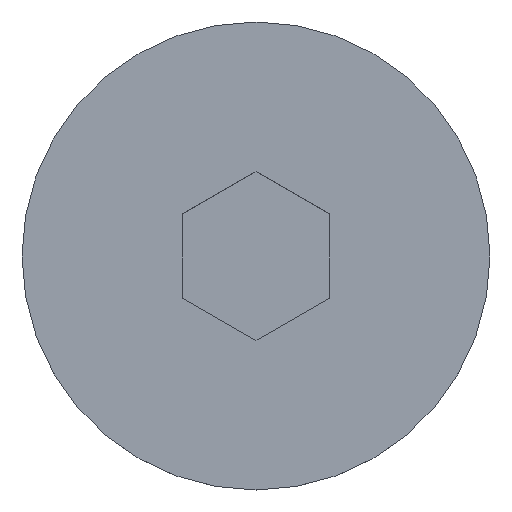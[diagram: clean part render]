
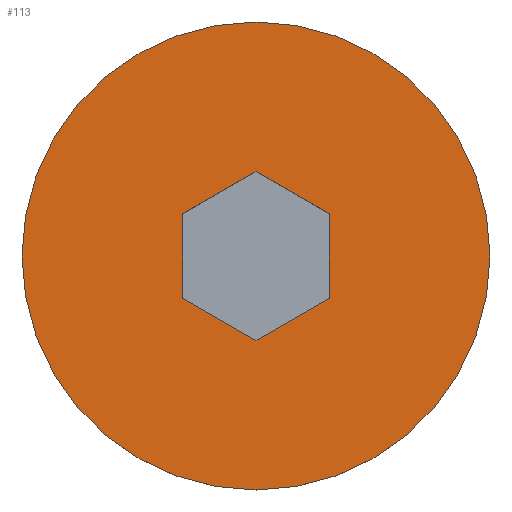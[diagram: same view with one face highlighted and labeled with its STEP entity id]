
A CAD part, top view. The second image highlights one B-rep face of the part: STEP entity #113.
In plain terms, the highlighted planar face has unit normal (0, 0, 1).
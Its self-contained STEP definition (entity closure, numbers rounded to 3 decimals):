
#6 = VERTEX_POINT ( 'NONE', #235 ) ;
#8 = DIRECTION ( 'NONE',  ( 0., 0., 1. ) ) ;
#14 = DIRECTION ( 'NONE',  ( 0.866, 0.5, 0. ) ) ;
#16 = VECTOR ( 'NONE', #14, 1000. ) ;
#26 = DIRECTION ( 'NONE',  ( 1., 0., 0. ) ) ;
#31 = LINE ( 'NONE', #373, #191 ) ;
#42 = VECTOR ( 'NONE', #181, 1000. ) ;
#43 = VECTOR ( 'NONE', #80, 1000. ) ;
#50 = VERTEX_POINT ( 'NONE', #129 ) ;
#52 = EDGE_CURVE ( 'NONE', #50, #192, #355, .T. ) ;
#55 = LINE ( 'NONE', #105, #42 ) ;
#62 = CARTESIAN_POINT ( 'NONE',  ( 0., 0., 0. ) ) ;
#78 = VECTOR ( 'NONE', #395, 1000. ) ;
#80 = DIRECTION ( 'NONE',  ( 0., -1., 0. ) ) ;
#81 = EDGE_CURVE ( 'NONE', #462, #6, #487, .T. ) ;
#88 = CARTESIAN_POINT ( 'NONE',  ( 2.5, -1.443, 0. ) ) ;
#90 = DIRECTION ( 'NONE',  ( 1., 0., 0. ) ) ;
#91 = FACE_OUTER_BOUND ( 'NONE', #277, .T. ) ;
#103 = EDGE_CURVE ( 'NONE', #228, #462, #218, .T. ) ;
#105 = CARTESIAN_POINT ( 'NONE',  ( 0., -2.887, 0. ) ) ;
#113 = ADVANCED_FACE ( 'NONE', ( #233, #91 ), #430, .T. ) ;
#116 = VERTEX_POINT ( 'NONE', #245 ) ;
#129 = CARTESIAN_POINT ( 'NONE',  ( 2.5, 1.443, 0. ) ) ;
#135 = CARTESIAN_POINT ( 'NONE',  ( -2.5, 0., 0. ) ) ;
#143 = LINE ( 'NONE', #177, #272 ) ;
#161 = ORIENTED_EDGE ( 'NONE', *, *, #172, .F. ) ;
#165 = ORIENTED_EDGE ( 'NONE', *, *, #270, .T. ) ;
#172 = EDGE_CURVE ( 'NONE', #359, #116, #258, .T. ) ;
#174 = ORIENTED_EDGE ( 'NONE', *, *, #260, .T. ) ;
#177 = CARTESIAN_POINT ( 'NONE',  ( 2.5, -1.443, 0. ) ) ;
#181 = DIRECTION ( 'NONE',  ( -0.866, 0.5, 0. ) ) ;
#191 = VECTOR ( 'NONE', #254, 1000. ) ;
#192 = VERTEX_POINT ( 'NONE', #88 ) ;
#203 = CARTESIAN_POINT ( 'NONE',  ( 4., 0., 0. ) ) ;
#208 = DIRECTION ( 'NONE',  ( 1., 0., 0. ) ) ;
#211 = CARTESIAN_POINT ( 'NONE',  ( -2.5, -1.443, 0. ) ) ;
#218 = LINE ( 'NONE', #135, #78 ) ;
#223 = AXIS2_PLACEMENT_3D ( 'NONE', #324, #327, #90 ) ;
#228 = VERTEX_POINT ( 'NONE', #211 ) ;
#229 = ORIENTED_EDGE ( 'NONE', *, *, #103, .T. ) ;
#230 = AXIS2_PLACEMENT_3D ( 'NONE', #203, #8, #208 ) ;
#233 = FACE_BOUND ( 'NONE', #287, .T. ) ;
#235 = CARTESIAN_POINT ( 'NONE',  ( 0., 2.887, 0. ) ) ;
#245 = CARTESIAN_POINT ( 'NONE',  ( 8., 0., 0. ) ) ;
#254 = DIRECTION ( 'NONE',  ( 0.866, -0.5, 0. ) ) ;
#258 = CIRCLE ( 'NONE', #223, 8. ) ;
#260 = EDGE_CURVE ( 'NONE', #192, #365, #143, .T. ) ;
#270 = EDGE_CURVE ( 'NONE', #6, #50, #31, .T. ) ;
#272 = VECTOR ( 'NONE', #406, 1000. ) ;
#277 = EDGE_LOOP ( 'NONE', ( #497, #161 ) ) ;
#281 = AXIS2_PLACEMENT_3D ( 'NONE', #62, #343, #26 ) ;
#284 = CARTESIAN_POINT ( 'NONE',  ( 2.5, 0., 0. ) ) ;
#287 = EDGE_LOOP ( 'NONE', ( #417, #174, #461, #229, #331, #165 ) ) ;
#288 = EDGE_CURVE ( 'NONE', #365, #228, #55, .T. ) ;
#324 = CARTESIAN_POINT ( 'NONE',  ( 0., 0., 0. ) ) ;
#327 = DIRECTION ( 'NONE',  ( 0., 0., -1. ) ) ;
#331 = ORIENTED_EDGE ( 'NONE', *, *, #81, .T. ) ;
#343 = DIRECTION ( 'NONE',  ( 0., 0., -1. ) ) ;
#354 = CARTESIAN_POINT ( 'NONE',  ( -2.5, 1.443, 0. ) ) ;
#355 = LINE ( 'NONE', #284, #43 ) ;
#358 = CARTESIAN_POINT ( 'NONE',  ( -2.5, 1.443, 0. ) ) ;
#359 = VERTEX_POINT ( 'NONE', #439 ) ;
#365 = VERTEX_POINT ( 'NONE', #488 ) ;
#373 = CARTESIAN_POINT ( 'NONE',  ( 0., 2.887, 0. ) ) ;
#395 = DIRECTION ( 'NONE',  ( 0., 1., 0. ) ) ;
#406 = DIRECTION ( 'NONE',  ( -0.866, -0.5, 0. ) ) ;
#417 = ORIENTED_EDGE ( 'NONE', *, *, #52, .T. ) ;
#430 = PLANE ( 'NONE',  #230 ) ;
#439 = CARTESIAN_POINT ( 'NONE',  ( -8., 0., 0. ) ) ;
#456 = EDGE_CURVE ( 'NONE', #116, #359, #491, .T. ) ;
#461 = ORIENTED_EDGE ( 'NONE', *, *, #288, .T. ) ;
#462 = VERTEX_POINT ( 'NONE', #354 ) ;
#487 = LINE ( 'NONE', #358, #16 ) ;
#488 = CARTESIAN_POINT ( 'NONE',  ( 0., -2.887, 0. ) ) ;
#491 = CIRCLE ( 'NONE', #281, 8. ) ;
#497 = ORIENTED_EDGE ( 'NONE', *, *, #456, .F. ) ;
